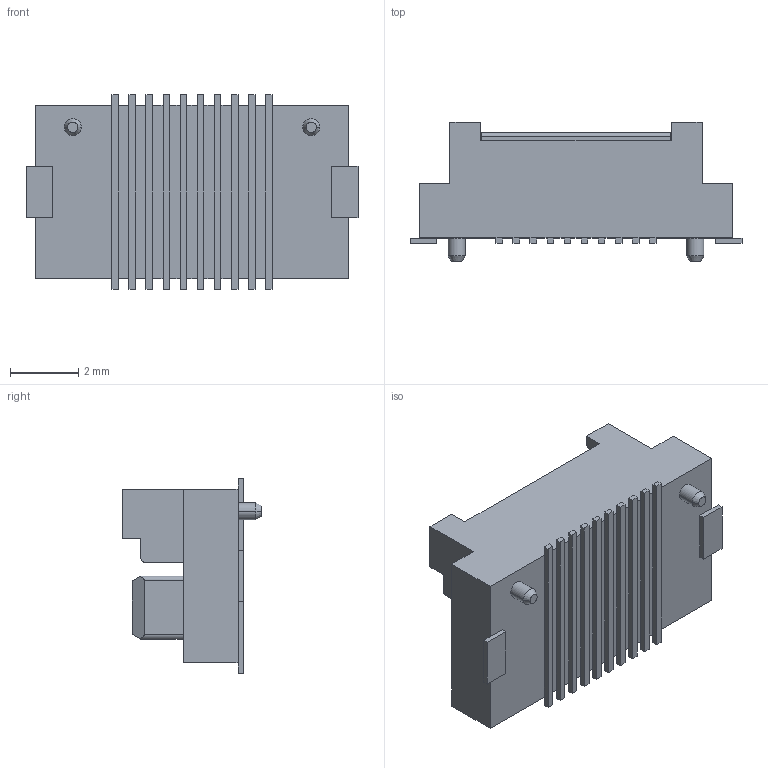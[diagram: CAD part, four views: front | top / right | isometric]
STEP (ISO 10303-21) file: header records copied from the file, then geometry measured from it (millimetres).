
FILE_DESCRIPTION((''),'2;1');
FILE_NAME('10090512-0211C','2010-12-07T',('msriniva'),('FCI - ELX Division'),'PRO/ENGINEER BY PARAMETRIC TECHNOLOGY CORPORATION, 2009400','PRO/ENGINEER BY PARAMETRIC TECHNOLOGY CORPORATION, 2009400','');
FILE_SCHEMA(('CONFIG_CONTROL_DESIGN'));
Length unit declared in the file: millimetre
Products named in the file (1): 10090512-0211C
Bounding box: 9.74 x 4.1 x 5.7 mm (x, y, z)
Volume: 80.9 mm3; surface area: 248.4 mm2
Topology: 1 solids, 1 shells, 206 faces, 540 edges, 338 vertices
Faces by surface type: plane 160, cylinder 36, bspline 4, cone 4, sphere 2
Entity records: 6402 total; most frequent: CARTESIAN_POINT 1314, ORIENTED_EDGE 1080, DIRECTION 994, EDGE_CURVE 540, VECTOR 458, LINE 458, VERTEX_POINT 338, AXIS2_PLACEMENT_3D 268
